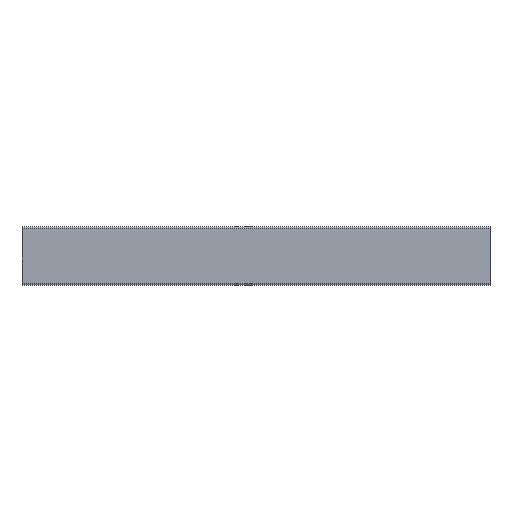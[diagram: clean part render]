
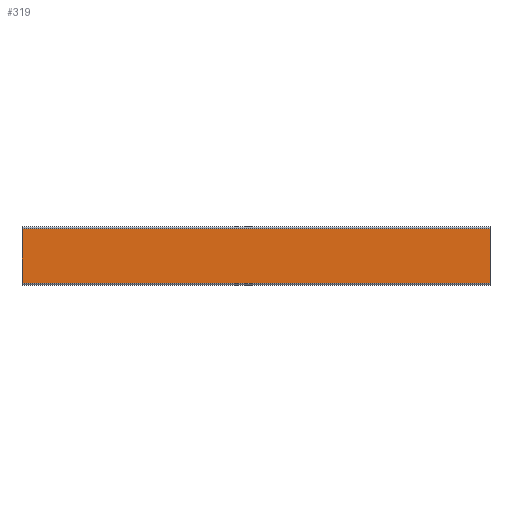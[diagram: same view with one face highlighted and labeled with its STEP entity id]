
A CAD part, top view. The second image highlights one B-rep face of the part: STEP entity #319.
In plain terms, the highlighted planar face has unit normal (0, 0, 1).
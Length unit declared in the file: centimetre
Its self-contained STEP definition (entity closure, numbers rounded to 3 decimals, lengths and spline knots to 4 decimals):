
#46=FACE_OUTER_BOUND('',#64,.T.);
#64=EDGE_LOOP('',(#245,#246,#247,#248));
#82=LINE('',#477,#113);
#91=LINE('',#508,#122);
#92=LINE('',#511,#123);
#93=LINE('',#512,#124);
#113=VECTOR('',#379,6.5);
#122=VECTOR('',#408,55.7);
#123=VECTOR('',#411,6.5);
#124=VECTOR('',#412,55.7);
#145=VERTEX_POINT('',#474);
#146=VERTEX_POINT('',#476);
#158=VERTEX_POINT('',#506);
#159=VERTEX_POINT('',#510);
#176=EDGE_CURVE('',#145,#146,#82,.T.);
#192=EDGE_CURVE('',#145,#158,#91,.T.);
#193=EDGE_CURVE('',#158,#159,#92,.T.);
#194=EDGE_CURVE('',#159,#146,#93,.T.);
#245=ORIENTED_EDGE('',*,*,#176,.F.);
#246=ORIENTED_EDGE('',*,*,#192,.T.);
#247=ORIENTED_EDGE('',*,*,#193,.T.);
#248=ORIENTED_EDGE('',*,*,#194,.T.);
#307=PLANE('',#347);
#319=ADVANCED_FACE('',(#46),#307,.F.);
#347=AXIS2_PLACEMENT_3D('',#509,#409,#410);
#379=DIRECTION('',(0.,-1.,0.));
#408=DIRECTION('',(-1.,0.,0.));
#409=DIRECTION('center_axis',(0.,0.,-1.));
#410=DIRECTION('ref_axis',(0.,-1.,0.));
#411=DIRECTION('',(0.,-1.,0.));
#412=DIRECTION('',(1.,0.,0.));
#474=CARTESIAN_POINT('',(206.15,3.25,-25.));
#476=CARTESIAN_POINT('',(206.15,-3.25,-25.));
#477=CARTESIAN_POINT('',(206.15,3.25,-25.));
#506=CARTESIAN_POINT('',(150.45,3.25,-25.));
#508=CARTESIAN_POINT('',(206.15,3.25,-25.));
#509=CARTESIAN_POINT('Origin',(206.15,3.25,-25.));
#510=CARTESIAN_POINT('',(150.45,-3.25,-25.));
#511=CARTESIAN_POINT('',(150.45,3.25,-25.));
#512=CARTESIAN_POINT('',(150.45,-3.25,-25.));
